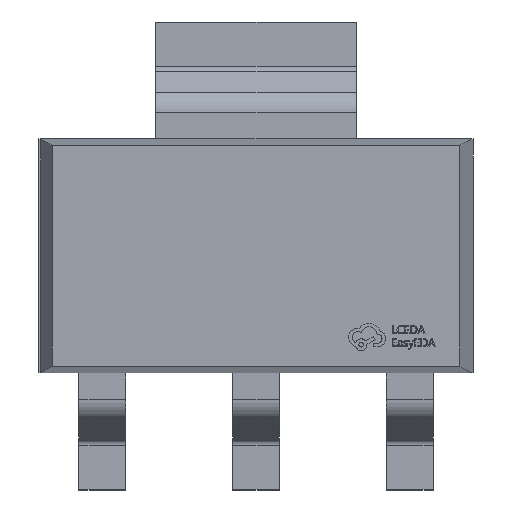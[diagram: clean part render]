
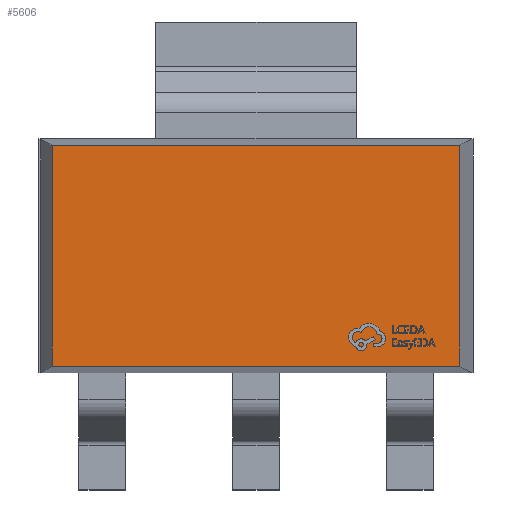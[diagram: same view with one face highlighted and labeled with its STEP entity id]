
A CAD part, top view. The second image highlights one B-rep face of the part: STEP entity #5606.
In plain terms, the highlighted planar face has unit normal (0, 0, 1).
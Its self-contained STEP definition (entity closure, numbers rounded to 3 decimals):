
#701 = VERTEX_POINT ( 'NONE', #11697 ) ;
#906 = AXIS2_PLACEMENT_3D ( 'NONE', #8679, #6327, #11289 ) ;
#1272 = EDGE_CURVE ( 'NONE', #16832, #2946, #12692, .T. ) ;
#1682 = VERTEX_POINT ( 'NONE', #10364 ) ;
#2683 = ORIENTED_EDGE ( 'NONE', *, *, #3250, .T. ) ;
#2684 = DIRECTION ( 'NONE',  ( 0., -1., 0. ) ) ;
#2946 = VERTEX_POINT ( 'NONE', #13744 ) ;
#3250 = EDGE_CURVE ( 'NONE', #1682, #701, #8450, .T. ) ;
#3963 = VECTOR ( 'NONE', #16548, 1000. ) ;
#4790 = EDGE_LOOP ( 'NONE', ( #9957, #12074, #16160, #2683 ) ) ;
#5606 = ADVANCED_FACE ( 'NONE', ( #9990 ), #14316, .T. ) ;
#6259 = CARTESIAN_POINT ( 'NONE',  ( 3.25, 1.649, 1.6 ) ) ;
#6327 = DIRECTION ( 'NONE',  ( 0., 0., 1. ) ) ;
#6650 = CARTESIAN_POINT ( 'NONE',  ( -3.046, 8.95, 1.6 ) ) ;
#7463 = CARTESIAN_POINT ( 'NONE',  ( 3.046, 1.649, 1.6 ) ) ;
#8328 = EDGE_CURVE ( 'NONE', #2946, #701, #10724, .T. ) ;
#8450 = LINE ( 'NONE', #6650, #11889 ) ;
#8679 = CARTESIAN_POINT ( 'NONE',  ( 0., 0., 1.6 ) ) ;
#8967 = DIRECTION ( 'NONE',  ( -1., 0., 0. ) ) ;
#9321 = CARTESIAN_POINT ( 'NONE',  ( 3.25, -1.649, 1.6 ) ) ;
#9716 = CARTESIAN_POINT ( 'NONE',  ( 3.046, 8.95, 1.6 ) ) ;
#9957 = ORIENTED_EDGE ( 'NONE', *, *, #8328, .F. ) ;
#9990 = FACE_OUTER_BOUND ( 'NONE', #4790, .T. ) ;
#10364 = CARTESIAN_POINT ( 'NONE',  ( -3.046, 1.649, 1.6 ) ) ;
#10724 = LINE ( 'NONE', #9321, #17014 ) ;
#11289 = DIRECTION ( 'NONE',  ( 1., 0., 0. ) ) ;
#11697 = CARTESIAN_POINT ( 'NONE',  ( -3.046, -1.649, 1.6 ) ) ;
#11889 = VECTOR ( 'NONE', #2684, 1000. ) ;
#12074 = ORIENTED_EDGE ( 'NONE', *, *, #1272, .F. ) ;
#12692 = LINE ( 'NONE', #9716, #3963 ) ;
#13384 = DIRECTION ( 'NONE',  ( -1., 0., 0. ) ) ;
#13744 = CARTESIAN_POINT ( 'NONE',  ( 3.046, -1.649, 1.6 ) ) ;
#14159 = LINE ( 'NONE', #6259, #15083 ) ;
#14316 = PLANE ( 'NONE',  #906 ) ;
#15083 = VECTOR ( 'NONE', #8967, 1000. ) ;
#16160 = ORIENTED_EDGE ( 'NONE', *, *, #16593, .T. ) ;
#16548 = DIRECTION ( 'NONE',  ( 0., -1., 0. ) ) ;
#16593 = EDGE_CURVE ( 'NONE', #16832, #1682, #14159, .T. ) ;
#16832 = VERTEX_POINT ( 'NONE', #7463 ) ;
#17014 = VECTOR ( 'NONE', #13384, 1000. ) ;
